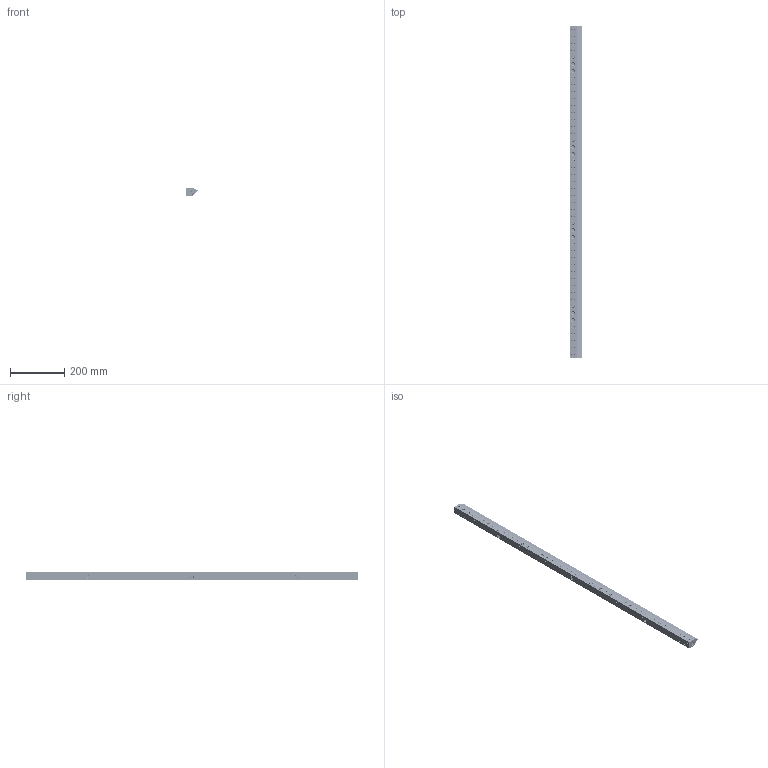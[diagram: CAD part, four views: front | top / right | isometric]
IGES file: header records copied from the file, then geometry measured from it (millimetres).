
Start section: START RECORD GO HERE.
Global section: file name: 10048-X_Mod.igs; native system: DASSAULT SYSTEMES CATIA V5 R20 - www.3ds.com; preprocessor: CATIA Version 5 Release 20 ; author: DESIGNENG; organization: DESIGNENG; date: 20150505.172212; units: millimetre
Bounding box: 44.45 x 1219.2 x 27.56 mm (x, y, z)
Volume: 1137142 mm3; surface area: 203432.9 mm2
Topology: 1 solids, 1 shells, 5754 faces, 15115 edges, 9545 vertices
Faces by surface type: bspline 3002, revolution 1817, plane 702, extrusion 233
